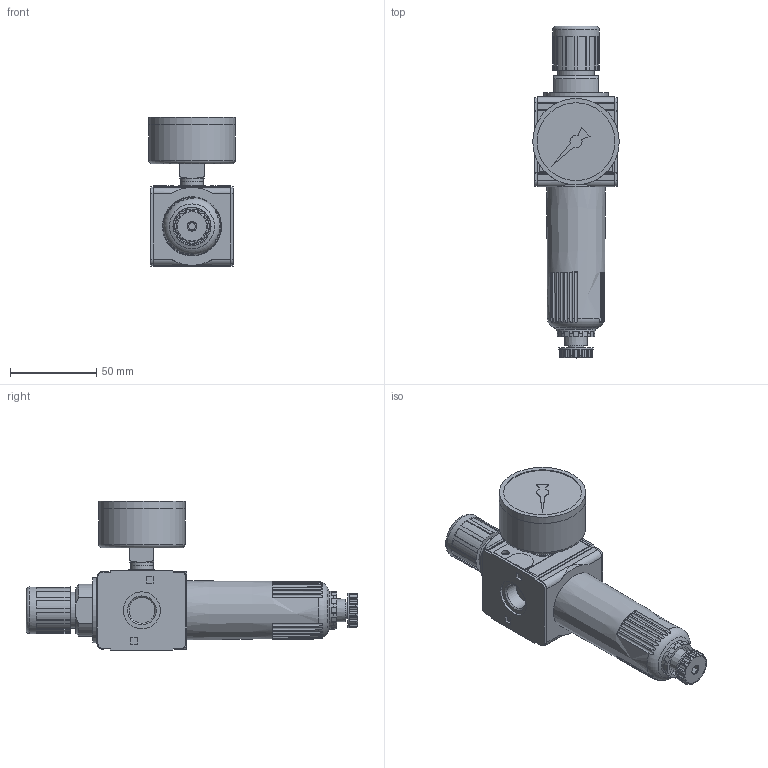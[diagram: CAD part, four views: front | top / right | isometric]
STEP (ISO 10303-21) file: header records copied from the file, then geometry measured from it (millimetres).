
FILE_DESCRIPTION( ( 'STEP AP203' ), '1' );
FILE_NAME( '9_2112_042_2_03.stp', ' ', ( ' ' ), ( ' ' ), 'PSStep 15.0.47', 'PARTsolutions', ' ' );
FILE_SCHEMA( ( 'CONFIG_CONTROL_DESIGN' ) );
Length unit declared in the file: millimetre
Products named in the file (4): 9.2112.042; _C 12-K 3-HA-00000-G; _C 12-K 3-HA-2; _C 12-K 3-HA--P1
Assembly tree (3 placements, depth 2):
  9.2112.042
    _C 12-K 3-HA-00000-G
    _C 12-K 3-HA-2
    _C 12-K 3-HA--P1
Bounding box: 50 x 192 x 86.7 mm (x, y, z)
Volume: 259518.1 mm3; surface area: 42810.1 mm2
Topology: 3 solids, 3 shells, 452 faces, 1206 edges, 801 vertices
Faces by surface type: plane 269, cylinder 143, cone 34, torus 6
Full cylindrical faces by diameter (mm): 4 x1, 4.4 x4, 9.728 x1, 11.445 x2, 13 x1, 13.157 x1, 14.95 x2, 15.1 x2, 19.5 x1, 20 x1, 21 x1, 21.4 x1, 22 x1, 23.2 x1, 27 x1, 37.5 x1, 45 x1, 49.96 x1, 50 x2
Entity records: 15344 total; most frequent: CARTESIAN_POINT 4106, ORIENTED_EDGE 2300, DIRECTION 2275, EDGE_CURVE 1150, AXIS2_PLACEMENT_3D 824, VERTEX_POINT 789, LINE 627, VECTOR 627
